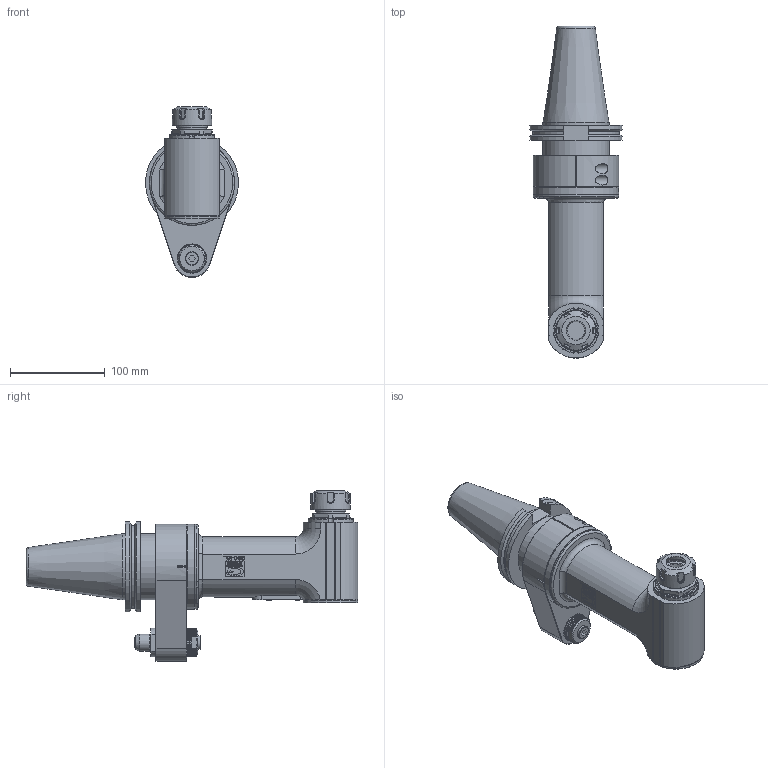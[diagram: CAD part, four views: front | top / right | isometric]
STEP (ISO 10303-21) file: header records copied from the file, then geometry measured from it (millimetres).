
FILE_DESCRIPTION(/* description */ (''),/* implementation_level */ '2;1');
FILE_NAME(/* name */ '9.G90.16L00-17C50.stp',/* time_stamp */ '2026-01-28T09:34:16-05:00',/* author */ ('jkrenzer'),/* organization */ (''),/* preprocessor_version */ 'ST-DEVELOPER v20',/* originating_system */ 'Autodesk Inventor 2025',/* authorisation */ '');
FILE_SCHEMA (('AUTOMOTIVE_DESIGN { 1 0 10303 214 3 1 1 }'));
Length unit declared in the file: inch
Products named in the file (3): 9.G90.16L00-17C50; 9_G90_16L00; 9_GA1_458_1   (Classic, Type 1, Cat50, 80mm)
Assembly tree (2 placements, depth 2):
  9.G90.16L00-17C50
    9_G90_16L00
    9_GA1_458_1   (Classic, Type 1, Cat50, 80mm)
Bounding box: 98.05 x 350.69 x 180.43 mm (x, y, z)
Volume: 1381023.6 mm3; surface area: 180119.9 mm2
Topology: 4 solids, 6 shells, 1214 faces, 3231 edges, 2118 vertices
Faces by surface type: plane 772, cylinder 200, cone 138, bspline 88, torus 15, sphere 1
Full cylindrical faces by diameter (mm): 3 x4, 3.14 x1, 3.3 x5, 4 x3, 4.2 x6, 5 x3, 6 x5, 7 x3, 7.5 x4, 8 x4, 8.5 x2, 9 x1, 10 x4, 10.5 x2, 11 x1, 14 x2, 15.2 x1, 17 x1, 18 x3, 19 x1, 20.5 x1, 20.8 x1, 21.96 x1, 25 x1, 25.4 x1, 26 x1, 26.16 x1, 28.5 x1, 30 x2, 30.5 x1
Entity records: 42503 total; most frequent: CARTESIAN_POINT 12301, ORIENTED_EDGE 6429, DIRECTION 5997, EDGE_CURVE 3218, LINE 2123, VECTOR 2123, VERTEX_POINT 2118, AXIS2_PLACEMENT_3D 1937
